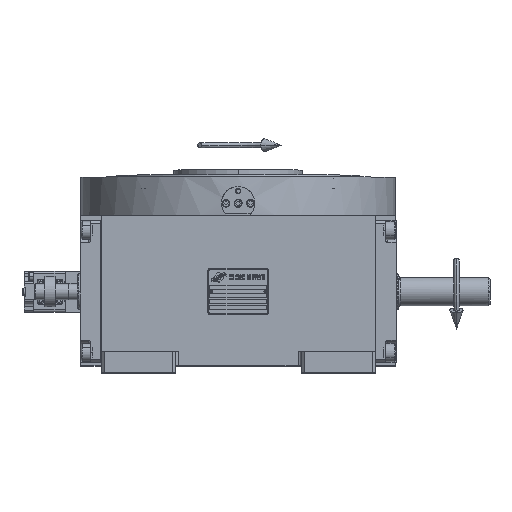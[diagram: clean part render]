
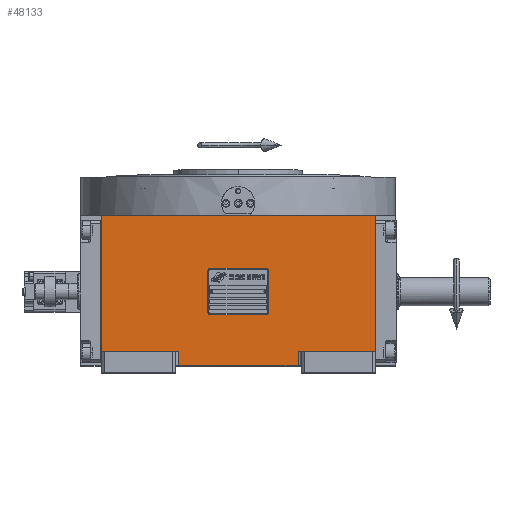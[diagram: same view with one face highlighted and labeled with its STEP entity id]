
A CAD part, top view. The second image highlights one B-rep face of the part: STEP entity #48133.
In plain terms, the highlighted planar face has unit normal (0, 0, 1).
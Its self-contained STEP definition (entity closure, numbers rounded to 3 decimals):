
#389 = EDGE_CURVE ( 'NONE', #40178, #74340, #48095, .T. ) ;
#1470 = ORIENTED_EDGE ( 'NONE', *, *, #389, .F. ) ;
#2635 = VECTOR ( 'NONE', #17484, 1000. ) ;
#2880 = CARTESIAN_POINT ( 'NONE',  ( -59., -73., 226. ) ) ;
#4322 = CARTESIAN_POINT ( 'NONE',  ( 59., -59., 226. ) ) ;
#6682 = CARTESIAN_POINT ( 'NONE',  ( -59., -73., 226. ) ) ;
#6697 = LINE ( 'NONE', #73465, #57071 ) ;
#7304 = CARTESIAN_POINT ( 'NONE',  ( 135., 75., 226. ) ) ;
#7577 = ORIENTED_EDGE ( 'NONE', *, *, #13283, .T. ) ;
#11312 = DIRECTION ( 'NONE',  ( 0., 0., 1. ) ) ;
#12964 = VERTEX_POINT ( 'NONE', #55768 ) ;
#13283 = EDGE_CURVE ( 'NONE', #68500, #66735, #58909, .T. ) ;
#13317 = CARTESIAN_POINT ( 'NONE',  ( 135., -59., 226. ) ) ;
#13370 = VECTOR ( 'NONE', #27292, 1000. ) ;
#13896 = VERTEX_POINT ( 'NONE', #64875 ) ;
#15744 = FACE_OUTER_BOUND ( 'NONE', #64623, .T. ) ;
#16753 = DIRECTION ( 'NONE',  ( 1., 0., 0. ) ) ;
#16923 = DIRECTION ( 'NONE',  ( 1., 0., 0. ) ) ;
#16924 = CARTESIAN_POINT ( 'NONE',  ( 59., -59., 226. ) ) ;
#17484 = DIRECTION ( 'NONE',  ( 1., 0., 0. ) ) ;
#19027 = EDGE_CURVE ( 'NONE', #40178, #12964, #65873, .T. ) ;
#19342 = CARTESIAN_POINT ( 'NONE',  ( 59., -73., 226. ) ) ;
#20593 = LINE ( 'NONE', #76113, #44178 ) ;
#22403 = ORIENTED_EDGE ( 'NONE', *, *, #52064, .T. ) ;
#22544 = ORIENTED_EDGE ( 'NONE', *, *, #19027, .T. ) ;
#22811 = VECTOR ( 'NONE', #70906, 1000. ) ;
#27292 = DIRECTION ( 'NONE',  ( 1., 0., 0. ) ) ;
#31106 = DIRECTION ( 'NONE',  ( 0., 1., 0. ) ) ;
#31710 = LINE ( 'NONE', #13317, #77934 ) ;
#32462 = ORIENTED_EDGE ( 'NONE', *, *, #48583, .F. ) ;
#33295 = LINE ( 'NONE', #2880, #13370 ) ;
#33823 = VECTOR ( 'NONE', #16753, 1000. ) ;
#36480 = CARTESIAN_POINT ( 'NONE',  ( -135., -73., 226. ) ) ;
#39966 = EDGE_CURVE ( 'NONE', #47374, #74340, #33295, .T. ) ;
#40111 = PLANE ( 'NONE',  #50634 ) ;
#40178 = VERTEX_POINT ( 'NONE', #43621 ) ;
#41124 = ORIENTED_EDGE ( 'NONE', *, *, #62620, .F. ) ;
#41340 = CARTESIAN_POINT ( 'NONE',  ( -135., -59., 226. ) ) ;
#41867 = LINE ( 'NONE', #66629, #2635 ) ;
#42118 = DIRECTION ( 'NONE',  ( 0., -1., 0. ) ) ;
#43621 = CARTESIAN_POINT ( 'NONE',  ( 59., -59., 226. ) ) ;
#44178 = VECTOR ( 'NONE', #44959, 1000. ) ;
#44959 = DIRECTION ( 'NONE',  ( 0., 1., 0. ) ) ;
#45264 = ORIENTED_EDGE ( 'NONE', *, *, #69860, .F. ) ;
#47374 = VERTEX_POINT ( 'NONE', #6682 ) ;
#48095 = LINE ( 'NONE', #16924, #72283 ) ;
#48133 = ADVANCED_FACE ( 'NONE', ( #15744 ), #40111, .T. ) ;
#48583 = EDGE_CURVE ( 'NONE', #47374, #66735, #6697, .T. ) ;
#50055 = CARTESIAN_POINT ( 'NONE',  ( -135., -59., 226. ) ) ;
#50074 = DIRECTION ( 'NONE',  ( 0., 1., 0. ) ) ;
#50603 = CARTESIAN_POINT ( 'NONE',  ( -59., -59., 226. ) ) ;
#50634 = AXIS2_PLACEMENT_3D ( 'NONE', #36480, #11312, #16923 ) ;
#52064 = EDGE_CURVE ( 'NONE', #12964, #68207, #31710, .T. ) ;
#55768 = CARTESIAN_POINT ( 'NONE',  ( 135., -59., 226. ) ) ;
#57071 = VECTOR ( 'NONE', #31106, 1000. ) ;
#58909 = LINE ( 'NONE', #41340, #22811 ) ;
#62620 = EDGE_CURVE ( 'NONE', #13896, #68207, #41867, .T. ) ;
#64623 = EDGE_LOOP ( 'NONE', ( #72302, #1470, #22544, #22403, #41124, #45264, #7577, #32462 ) ) ;
#64875 = CARTESIAN_POINT ( 'NONE',  ( -135., 75., 226. ) ) ;
#65873 = LINE ( 'NONE', #4322, #33823 ) ;
#66629 = CARTESIAN_POINT ( 'NONE',  ( -135., 75., 226. ) ) ;
#66735 = VERTEX_POINT ( 'NONE', #50603 ) ;
#68207 = VERTEX_POINT ( 'NONE', #7304 ) ;
#68500 = VERTEX_POINT ( 'NONE', #50055 ) ;
#69860 = EDGE_CURVE ( 'NONE', #68500, #13896, #20593, .T. ) ;
#70906 = DIRECTION ( 'NONE',  ( 1., 0., 0. ) ) ;
#72283 = VECTOR ( 'NONE', #42118, 1000. ) ;
#72302 = ORIENTED_EDGE ( 'NONE', *, *, #39966, .T. ) ;
#73465 = CARTESIAN_POINT ( 'NONE',  ( -59., -73., 226. ) ) ;
#74340 = VERTEX_POINT ( 'NONE', #19342 ) ;
#76113 = CARTESIAN_POINT ( 'NONE',  ( -135., -59., 226. ) ) ;
#77934 = VECTOR ( 'NONE', #50074, 1000. ) ;
